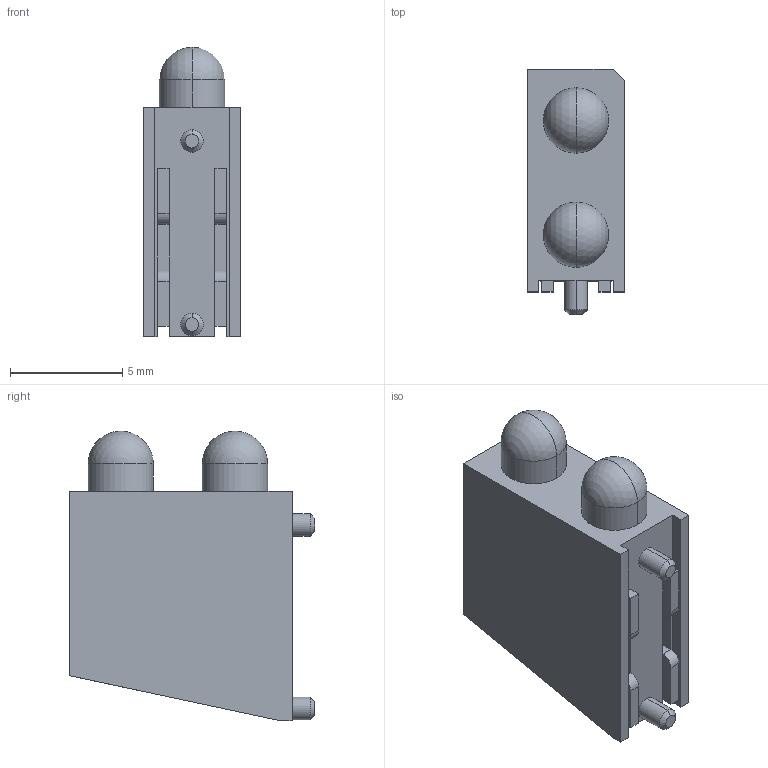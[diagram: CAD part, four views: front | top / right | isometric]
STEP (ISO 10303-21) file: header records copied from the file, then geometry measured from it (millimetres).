
FILE_DESCRIPTION (( 'STEP AP214' ), '1' );
FILE_NAME ('WP7104ALUP.STEP', '2008-09-07T18:36:59', ( '' ), ( '' ), 'SwSTEP 2.0', 'SolidWorks 2008', '' );
FILE_SCHEMA (( 'AUTOMOTIVE_DESIGN' ));
Length unit declared in the file: millimetre
Products named in the file (1): WP7104ALUP
Bounding box: 4.3 x 10.9 x 12.88 mm (x, y, z)
Volume: 390.6 mm3; surface area: 508.5 mm2
Topology: 3 solids, 3 shells, 356 faces, 943 edges, 622 vertices
Faces by surface type: plane 218, bspline 116, cylinder 14, cone 4, sphere 4
Entity records: 20269 total; most frequent: CARTESIAN_POINT 8298, ORIENTED_EDGE 1870, DIRECTION 1221, EDGE_CURVE 935, VECTOR 667, LINE 667, VERTEX_POINT 618, EDGE_LOOP 389
